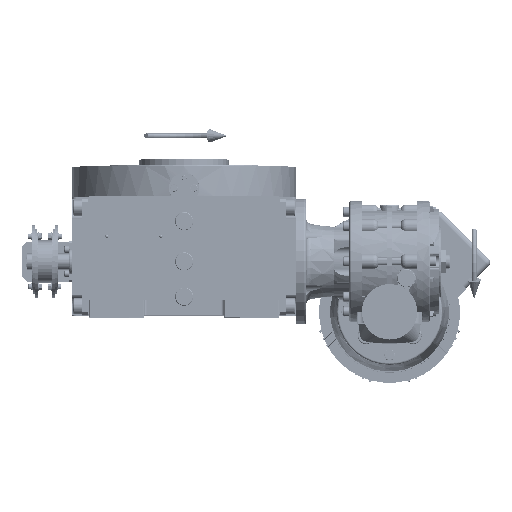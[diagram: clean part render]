
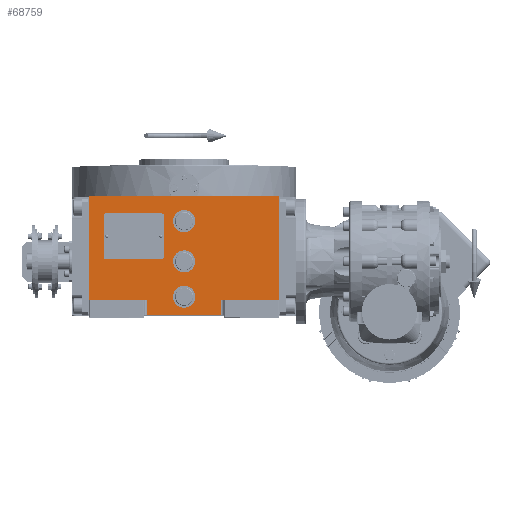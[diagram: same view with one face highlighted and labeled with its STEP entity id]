
A CAD part, top view. The second image highlights one B-rep face of the part: STEP entity #68759.
In plain terms, the highlighted planar face has unit normal (0, 0, 1).
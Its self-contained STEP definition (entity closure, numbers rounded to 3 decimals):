
#3609 = CARTESIAN_POINT ( 'NONE',  ( 11., 40., 163.5 ) ) ;
#5887 = CIRCLE ( 'NONE', #123049, 11. ) ;
#5889 = ORIENTED_EDGE ( 'NONE', *, *, #15323, .F. ) ;
#5999 = DIRECTION ( 'NONE',  ( 1., 0., 0. ) ) ;
#6221 = FACE_BOUND ( 'NONE', #178767, .T. ) ;
#6606 = DIRECTION ( 'NONE',  ( 1., 0., 0. ) ) ;
#9006 = ORIENTED_EDGE ( 'NONE', *, *, #173856, .F. ) ;
#9183 = LINE ( 'NONE', #20248, #49173 ) ;
#9425 = VECTOR ( 'NONE', #17281, 1000. ) ;
#10497 = VERTEX_POINT ( 'NONE', #169076 ) ;
#15323 = EDGE_CURVE ( 'NONE', #55434, #82417, #97460, .T. ) ;
#15792 = EDGE_CURVE ( 'NONE', #104182, #98744, #161369, .T. ) ;
#16326 = CARTESIAN_POINT ( 'NONE',  ( -37., -53.5, 163.5 ) ) ;
#16582 = VERTEX_POINT ( 'NONE', #90969 ) ;
#17281 = DIRECTION ( 'NONE',  ( 1., 0., 0. ) ) ;
#17769 = CARTESIAN_POINT ( 'NONE',  ( 0., 0., 163.5 ) ) ;
#18421 = AXIS2_PLACEMENT_3D ( 'NONE', #132244, #62522, #6606 ) ;
#20233 = DIRECTION ( 'NONE',  ( 0., 1., 0. ) ) ;
#20248 = CARTESIAN_POINT ( 'NONE',  ( 37., -38.5, 163.5 ) ) ;
#25574 = VERTEX_POINT ( 'NONE', #95036 ) ;
#28924 = CARTESIAN_POINT ( 'NONE',  ( 37., -38.5, 163.5 ) ) ;
#30190 = ORIENTED_EDGE ( 'NONE', *, *, #139910, .F. ) ;
#30966 = VERTEX_POINT ( 'NONE', #63823 ) ;
#33119 = ORIENTED_EDGE ( 'NONE', *, *, #15792, .T. ) ;
#33901 = VECTOR ( 'NONE', #55514, 1000. ) ;
#34425 = CIRCLE ( 'NONE', #40190, 11. ) ;
#35701 = CARTESIAN_POINT ( 'NONE',  ( -94.5, -38.5, 163.5 ) ) ;
#36324 = ORIENTED_EDGE ( 'NONE', *, *, #91408, .T. ) ;
#37094 = VERTEX_POINT ( 'NONE', #180916 ) ;
#38393 = DIRECTION ( 'NONE',  ( -1., 0., 0. ) ) ;
#40190 = AXIS2_PLACEMENT_3D ( 'NONE', #57272, #169211, #112344 ) ;
#44802 = EDGE_CURVE ( 'NONE', #65188, #30966, #74119, .T. ) ;
#44885 = CARTESIAN_POINT ( 'NONE',  ( 94.5, -38.5, 163.5 ) ) ;
#49173 = VECTOR ( 'NONE', #93531, 1000. ) ;
#53764 = EDGE_CURVE ( 'NONE', #25574, #98744, #180492, .T. ) ;
#55434 = VERTEX_POINT ( 'NONE', #97776 ) ;
#55514 = DIRECTION ( 'NONE',  ( 0., -1., 0. ) ) ;
#56408 = LINE ( 'NONE', #28924, #33901 ) ;
#57272 = CARTESIAN_POINT ( 'NONE',  ( 0., 40., 163.5 ) ) ;
#61321 = ORIENTED_EDGE ( 'NONE', *, *, #134684, .F. ) ;
#61539 = ORIENTED_EDGE ( 'NONE', *, *, #80177, .F. ) ;
#61864 = CARTESIAN_POINT ( 'NONE',  ( 94.5, -38.5, 163.5 ) ) ;
#62141 = FACE_BOUND ( 'NONE', #136890, .T. ) ;
#62522 = DIRECTION ( 'NONE',  ( 0., 0., 1. ) ) ;
#63030 = FACE_OUTER_BOUND ( 'NONE', #81537, .T. ) ;
#63823 = CARTESIAN_POINT ( 'NONE',  ( 94.5, 64.5, 163.5 ) ) ;
#64999 = CARTESIAN_POINT ( 'NONE',  ( 0., -35., 163.5 ) ) ;
#65188 = VERTEX_POINT ( 'NONE', #165665 ) ;
#65855 = DIRECTION ( 'NONE',  ( -1., 0., 0. ) ) ;
#66761 = CARTESIAN_POINT ( 'NONE',  ( 0., 40., 163.5 ) ) ;
#68759 = ADVANCED_FACE ( 'NONE', ( #174076, #62141, #6221, #63030 ), #101623, .T. ) ;
#72571 = CARTESIAN_POINT ( 'NONE',  ( -37., -38.5, 163.5 ) ) ;
#72787 = DIRECTION ( 'NONE',  ( 0., 0., 1. ) ) ;
#73211 = CARTESIAN_POINT ( 'NONE',  ( -94.5, 64.5, 163.5 ) ) ;
#74119 = LINE ( 'NONE', #73211, #9425 ) ;
#74125 = DIRECTION ( 'NONE',  ( 0., 0., 1. ) ) ;
#74300 = DIRECTION ( 'NONE',  ( 1., 0., 0. ) ) ;
#74343 = VECTOR ( 'NONE', #20233, 1000. ) ;
#75180 = CIRCLE ( 'NONE', #92681, 11. ) ;
#80177 = EDGE_CURVE ( 'NONE', #104182, #65188, #130302, .T. ) ;
#81537 = EDGE_LOOP ( 'NONE', ( #36324, #9006, #121334, #128586, #145094, #61539, #33119, #180794 ) ) ;
#82380 = LINE ( 'NONE', #16326, #132437 ) ;
#82417 = VERTEX_POINT ( 'NONE', #121991 ) ;
#82552 = VERTEX_POINT ( 'NONE', #3609 ) ;
#85253 = AXIS2_PLACEMENT_3D ( 'NONE', #146284, #92127, #5999 ) ;
#89996 = CARTESIAN_POINT ( 'NONE',  ( -94.5, -38.5, 163.5 ) ) ;
#90527 = VERTEX_POINT ( 'NONE', #44885 ) ;
#90969 = CARTESIAN_POINT ( 'NONE',  ( 37., -38.5, 163.5 ) ) ;
#91408 = EDGE_CURVE ( 'NONE', #25574, #126232, #82380, .T. ) ;
#92127 = DIRECTION ( 'NONE',  ( 0., 0., 1. ) ) ;
#92681 = AXIS2_PLACEMENT_3D ( 'NONE', #66761, #121798, #65855 ) ;
#93531 = DIRECTION ( 'NONE',  ( 1., 0., 0. ) ) ;
#95036 = CARTESIAN_POINT ( 'NONE',  ( -37., -53.5, 163.5 ) ) ;
#96134 = EDGE_CURVE ( 'NONE', #180781, #82552, #75180, .T. ) ;
#97460 = CIRCLE ( 'NONE', #18421, 11. ) ;
#97776 = CARTESIAN_POINT ( 'NONE',  ( 11., -35., 163.5 ) ) ;
#98025 = EDGE_CURVE ( 'NONE', #90527, #30966, #116907, .T. ) ;
#98744 = VERTEX_POINT ( 'NONE', #72571 ) ;
#101623 = PLANE ( 'NONE',  #153503 ) ;
#101725 = CARTESIAN_POINT ( 'NONE',  ( -11., 40., 163.5 ) ) ;
#103926 = ORIENTED_EDGE ( 'NONE', *, *, #96134, .F. ) ;
#104182 = VERTEX_POINT ( 'NONE', #89996 ) ;
#106087 = ORIENTED_EDGE ( 'NONE', *, *, #132268, .F. ) ;
#106514 = AXIS2_PLACEMENT_3D ( 'NONE', #17769, #72787, #129628 ) ;
#108937 = DIRECTION ( 'NONE',  ( 0., 1., 0. ) ) ;
#112344 = DIRECTION ( 'NONE',  ( 1., 0., 0. ) ) ;
#116419 = EDGE_CURVE ( 'NONE', #16582, #90527, #9183, .T. ) ;
#116907 = LINE ( 'NONE', #61864, #139988 ) ;
#117798 = DIRECTION ( 'NONE',  ( 0., 1., 0. ) ) ;
#121024 = VECTOR ( 'NONE', #74300, 1000. ) ;
#121334 = ORIENTED_EDGE ( 'NONE', *, *, #116419, .T. ) ;
#121798 = DIRECTION ( 'NONE',  ( 0., 0., 1. ) ) ;
#121991 = CARTESIAN_POINT ( 'NONE',  ( -11., -35., 163.5 ) ) ;
#122693 = CARTESIAN_POINT ( 'NONE',  ( -37., -53.5, 163.5 ) ) ;
#123049 = AXIS2_PLACEMENT_3D ( 'NONE', #64999, #148459, #38393 ) ;
#124547 = DIRECTION ( 'NONE',  ( 1., 0., 0. ) ) ;
#126232 = VERTEX_POINT ( 'NONE', #137233 ) ;
#128586 = ORIENTED_EDGE ( 'NONE', *, *, #98025, .T. ) ;
#129628 = DIRECTION ( 'NONE',  ( -1., 0., 0. ) ) ;
#130302 = LINE ( 'NONE', #159648, #74343 ) ;
#132244 = CARTESIAN_POINT ( 'NONE',  ( 0., -35., 163.5 ) ) ;
#132268 = EDGE_CURVE ( 'NONE', #82552, #180781, #34425, .T. ) ;
#132437 = VECTOR ( 'NONE', #124547, 1000. ) ;
#134684 = EDGE_CURVE ( 'NONE', #82417, #55434, #5887, .T. ) ;
#136890 = EDGE_LOOP ( 'NONE', ( #5889, #61321 ) ) ;
#137233 = CARTESIAN_POINT ( 'NONE',  ( 37., -53.5, 163.5 ) ) ;
#139910 = EDGE_CURVE ( 'NONE', #37094, #10497, #165070, .T. ) ;
#139988 = VECTOR ( 'NONE', #117798, 1000. ) ;
#140909 = CIRCLE ( 'NONE', #85253, 11. ) ;
#145094 = ORIENTED_EDGE ( 'NONE', *, *, #44802, .F. ) ;
#146185 = VECTOR ( 'NONE', #108937, 1000. ) ;
#146284 = CARTESIAN_POINT ( 'NONE',  ( 0., 0., 163.5 ) ) ;
#148459 = DIRECTION ( 'NONE',  ( 0., 0., 1. ) ) ;
#153503 = AXIS2_PLACEMENT_3D ( 'NONE', #156683, #74125, #172269 ) ;
#156683 = CARTESIAN_POINT ( 'NONE',  ( -94.5, -53.5, 163.5 ) ) ;
#159648 = CARTESIAN_POINT ( 'NONE',  ( -94.5, -38.5, 163.5 ) ) ;
#161369 = LINE ( 'NONE', #35701, #121024 ) ;
#161613 = EDGE_CURVE ( 'NONE', #10497, #37094, #140909, .T. ) ;
#165070 = CIRCLE ( 'NONE', #106514, 11. ) ;
#165665 = CARTESIAN_POINT ( 'NONE',  ( -94.5, 64.5, 163.5 ) ) ;
#169076 = CARTESIAN_POINT ( 'NONE',  ( 11., 0., 163.5 ) ) ;
#169211 = DIRECTION ( 'NONE',  ( 0., 0., 1. ) ) ;
#172269 = DIRECTION ( 'NONE',  ( 1., 0., 0. ) ) ;
#173856 = EDGE_CURVE ( 'NONE', #16582, #126232, #56408, .T. ) ;
#173894 = ORIENTED_EDGE ( 'NONE', *, *, #161613, .F. ) ;
#174076 = FACE_BOUND ( 'NONE', #177380, .T. ) ;
#177380 = EDGE_LOOP ( 'NONE', ( #173894, #30190 ) ) ;
#178767 = EDGE_LOOP ( 'NONE', ( #106087, #103926 ) ) ;
#180492 = LINE ( 'NONE', #122693, #146185 ) ;
#180781 = VERTEX_POINT ( 'NONE', #101725 ) ;
#180794 = ORIENTED_EDGE ( 'NONE', *, *, #53764, .F. ) ;
#180916 = CARTESIAN_POINT ( 'NONE',  ( -11., 0., 163.5 ) ) ;
